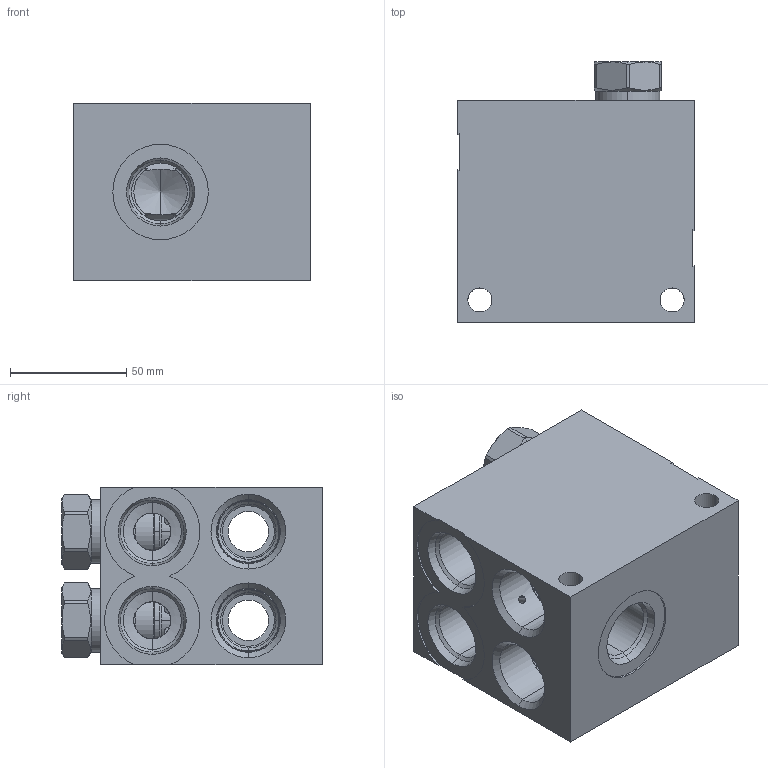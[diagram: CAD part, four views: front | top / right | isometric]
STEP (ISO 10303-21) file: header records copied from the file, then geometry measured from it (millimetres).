
FILE_DESCRIPTION((''),'2;1');
FILE_NAME('BNL_ASM','2019-12-19T',('ProEService'),(''),'PRO/ENGINEER BY PARAMETRIC TECHNOLOGY CORPORATION, 2014200','PRO/ENGINEER BY PARAMETRIC TECHNOLOGY CORPORATION, 2014200','');
FILE_SCHEMA(('CONFIG_CONTROL_DESIGN'));
Length unit declared in the file: inch
Products named in the file (6): 150-234-004; CXEDXCN; 340-002; 260-010; 800-001-070; BNL_ASM
Assembly tree (6 placements, depth 2):
  BNL_ASM
    150-234-004
    CXEDXCN  x2
    340-002
    260-010
    800-001-070
Bounding box: 101.6 x 111.91 x 76.2 mm (x, y, z)
Volume: 574916.1 mm3; surface area: 102494.5 mm2
Topology: 8 solids, 10 shells, 576 faces, 1703 edges, 1305 vertices
Faces by surface type: cylinder 238, cone 140, plane 122, torus 52, revolution 16, sphere 8
Entity records: 16289 total; most frequent: CARTESIAN_POINT 4888, DIRECTION 2461, ORIENTED_EDGE 1948, EDGE_CURVE 974, AXIS2_PLACEMENT_3D 882, VECTOR 689, LINE 689, VERTEX_POINT 596
